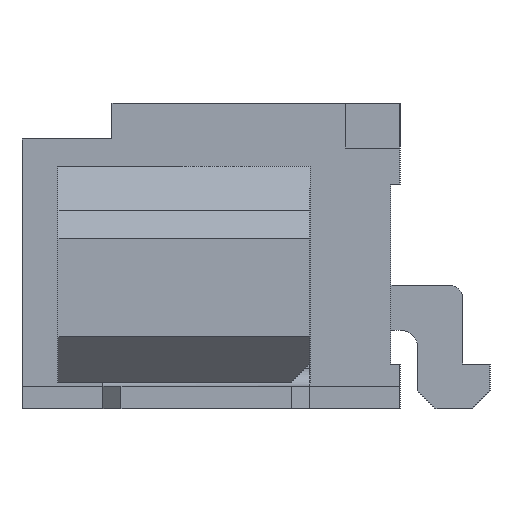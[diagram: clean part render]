
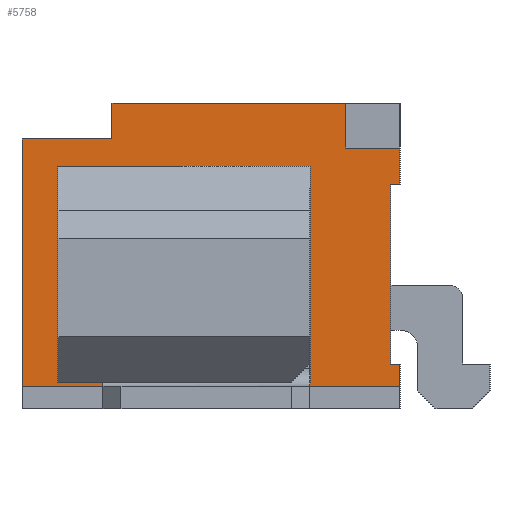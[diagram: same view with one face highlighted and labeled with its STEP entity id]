
A CAD part, left-side view. The second image highlights one B-rep face of the part: STEP entity #5758.
In plain terms, the highlighted planar face has unit normal (-1, 0, 0).
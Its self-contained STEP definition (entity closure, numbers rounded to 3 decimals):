
#69=DIRECTION('',(0.,0.,1.));
#70=VECTOR('',#69,0.25);
#71=CARTESIAN_POINT('',(-6.5,-2.1,-1.45));
#72=LINE('',#71,#70);
#201=DIRECTION('',(0.,0.,1.));
#202=VECTOR('',#201,0.4);
#203=CARTESIAN_POINT('',(-6.5,-2.1,0.8));
#204=LINE('',#203,#202);
#205=DIRECTION('',(0.,0.,1.));
#206=VECTOR('',#205,2.4);
#207=CARTESIAN_POINT('',(-6.5,-1.1,-1.4));
#208=LINE('',#207,#206);
#209=DIRECTION('',(0.,-1.,0.));
#210=VECTOR('',#209,2.8);
#211=CARTESIAN_POINT('',(-6.5,1.7,1.));
#212=LINE('',#211,#210);
#213=DIRECTION('',(0.,0.,1.));
#214=VECTOR('',#213,2.4);
#215=CARTESIAN_POINT('',(-6.5,1.7,-1.4));
#216=LINE('',#215,#214);
#217=DIRECTION('',(0.,-1.,0.));
#218=VECTOR('',#217,2.8);
#219=CARTESIAN_POINT('',(-6.5,1.7,-1.4));
#220=LINE('',#219,#218);
#221=DIRECTION('',(0.,1.,0.));
#222=VECTOR('',#221,0.6);
#223=CARTESIAN_POINT('',(-6.5,-2.1,1.2));
#224=LINE('',#223,#222);
#225=DIRECTION('',(0.,1.,0.));
#226=VECTOR('',#225,0.1);
#227=CARTESIAN_POINT('',(-6.5,-2.1,0.8));
#228=LINE('',#227,#226);
#229=DIRECTION('',(0.,0.,1.));
#230=VECTOR('',#229,2.);
#231=CARTESIAN_POINT('',(-6.5,-2.,-1.2));
#232=LINE('',#231,#230);
#233=DIRECTION('',(0.,1.,0.));
#234=VECTOR('',#233,0.1);
#235=CARTESIAN_POINT('',(-6.5,-2.1,-1.2));
#236=LINE('',#235,#234);
#237=DIRECTION('',(0.,-1.,0.));
#238=VECTOR('',#237,4.2);
#239=CARTESIAN_POINT('',(-6.5,2.1,-1.45));
#240=LINE('',#239,#238);
#241=DIRECTION('',(0.,0.,1.));
#242=VECTOR('',#241,2.75);
#243=CARTESIAN_POINT('',(-6.5,2.1,-1.45));
#244=LINE('',#243,#242);
#245=DIRECTION('',(0.,-1.,0.));
#246=VECTOR('',#245,1.);
#247=CARTESIAN_POINT('',(-6.5,2.1,1.3));
#248=LINE('',#247,#246);
#249=DIRECTION('',(0.,0.,-1.));
#250=VECTOR('',#249,0.4);
#251=CARTESIAN_POINT('',(-6.5,1.1,1.7));
#252=LINE('',#251,#250);
#253=DIRECTION('',(0.,0.,-1.));
#254=VECTOR('',#253,0.5);
#255=CARTESIAN_POINT('',(-6.5,-1.5,1.7));
#256=LINE('',#255,#254);
#1029=DIRECTION('',(0.,-1.,0.));
#1030=VECTOR('',#1029,2.6);
#1031=CARTESIAN_POINT('',(-6.5,1.1,1.7));
#1032=LINE('',#1031,#1030);
#4225=CARTESIAN_POINT('',(-6.5,1.1,1.7));
#4227=VERTEX_POINT('',#4225);
#4237=CARTESIAN_POINT('',(-6.5,2.1,1.3));
#4238=CARTESIAN_POINT('',(-6.5,1.1,1.3));
#4239=VERTEX_POINT('',#4237);
#4240=VERTEX_POINT('',#4238);
#4285=CARTESIAN_POINT('',(-6.5,-1.1,-1.4));
#4286=CARTESIAN_POINT('',(-6.5,-1.1,1.));
#4287=VERTEX_POINT('',#4285);
#4288=VERTEX_POINT('',#4286);
#4289=CARTESIAN_POINT('',(-6.5,1.7,1.));
#4290=VERTEX_POINT('',#4289);
#4291=CARTESIAN_POINT('',(-6.5,1.7,-1.4));
#4292=VERTEX_POINT('',#4291);
#4471=CARTESIAN_POINT('',(-6.5,-2.1,-1.2));
#4472=CARTESIAN_POINT('',(-6.5,-2.,-1.2));
#4473=VERTEX_POINT('',#4471);
#4474=VERTEX_POINT('',#4472);
#4475=CARTESIAN_POINT('',(-6.5,-2.,0.8));
#4476=VERTEX_POINT('',#4475);
#4477=CARTESIAN_POINT('',(-6.5,-2.1,0.8));
#4478=VERTEX_POINT('',#4477);
#4577=CARTESIAN_POINT('',(-6.5,-1.5,1.7));
#4578=VERTEX_POINT('',#4577);
#4579=CARTESIAN_POINT('',(-6.5,-2.1,1.2));
#4580=CARTESIAN_POINT('',(-6.5,-1.5,1.2));
#4581=VERTEX_POINT('',#4579);
#4582=VERTEX_POINT('',#4580);
#4955=CARTESIAN_POINT('',(-6.5,2.1,-1.45));
#4956=CARTESIAN_POINT('',(-6.5,-2.1,-1.45));
#4957=VERTEX_POINT('',#4955);
#4958=VERTEX_POINT('',#4956);
#5720=CARTESIAN_POINT('',(-6.5,2.1,-1.7));
#5721=DIRECTION('',(-1.,0.,0.));
#5722=DIRECTION('',(0.,-1.,0.));
#5723=AXIS2_PLACEMENT_3D('',#5720,#5721,#5722);
#5724=PLANE('',#5723);
#5726=ORIENTED_EDGE('',*,*,#5725,.F.);
#5727=ORIENTED_EDGE('',*,*,#5700,.F.);
#5729=ORIENTED_EDGE('',*,*,#5728,.T.);
#5731=ORIENTED_EDGE('',*,*,#5730,.F.);
#5732=ORIENTED_EDGE('',*,*,#5710,.F.);
#5733=ORIENTED_EDGE('',*,*,#5604,.F.);
#5735=ORIENTED_EDGE('',*,*,#5734,.F.);
#5737=ORIENTED_EDGE('',*,*,#5736,.T.);
#5739=ORIENTED_EDGE('',*,*,#5738,.T.);
#5741=ORIENTED_EDGE('',*,*,#5740,.F.);
#5743=ORIENTED_EDGE('',*,*,#5742,.T.);
#5745=ORIENTED_EDGE('',*,*,#5744,.T.);
#5746=EDGE_LOOP('',(#5726,#5727,#5729,#5731,#5732,#5733,#5735,#5737,#5739,#5741,
#5743,#5745));
#5747=FACE_OUTER_BOUND('',#5746,.F.);
#5749=ORIENTED_EDGE('',*,*,#5748,.T.);
#5751=ORIENTED_EDGE('',*,*,#5750,.F.);
#5753=ORIENTED_EDGE('',*,*,#5752,.F.);
#5755=ORIENTED_EDGE('',*,*,#5754,.T.);
#5756=EDGE_LOOP('',(#5749,#5751,#5753,#5755));
#5757=FACE_BOUND('',#5756,.F.);
#5758=ADVANCED_FACE('',(#5747,#5757),#5724,.T.);
#5604=EDGE_CURVE('',#4958,#4473,#72,.T.);
#5700=EDGE_CURVE('',#4478,#4581,#204,.T.);
#5710=EDGE_CURVE('',#4473,#4474,#236,.T.);
#5725=EDGE_CURVE('',#4581,#4582,#224,.T.);
#5728=EDGE_CURVE('',#4478,#4476,#228,.T.);
#5730=EDGE_CURVE('',#4474,#4476,#232,.T.);
#5734=EDGE_CURVE('',#4957,#4958,#240,.T.);
#5736=EDGE_CURVE('',#4957,#4239,#244,.T.);
#5738=EDGE_CURVE('',#4239,#4240,#248,.T.);
#5740=EDGE_CURVE('',#4227,#4240,#252,.T.);
#5742=EDGE_CURVE('',#4227,#4578,#1032,.T.);
#5744=EDGE_CURVE('',#4578,#4582,#256,.T.);
#5748=EDGE_CURVE('',#4287,#4288,#208,.T.);
#5750=EDGE_CURVE('',#4290,#4288,#212,.T.);
#5752=EDGE_CURVE('',#4292,#4290,#216,.T.);
#5754=EDGE_CURVE('',#4292,#4287,#220,.T.);
